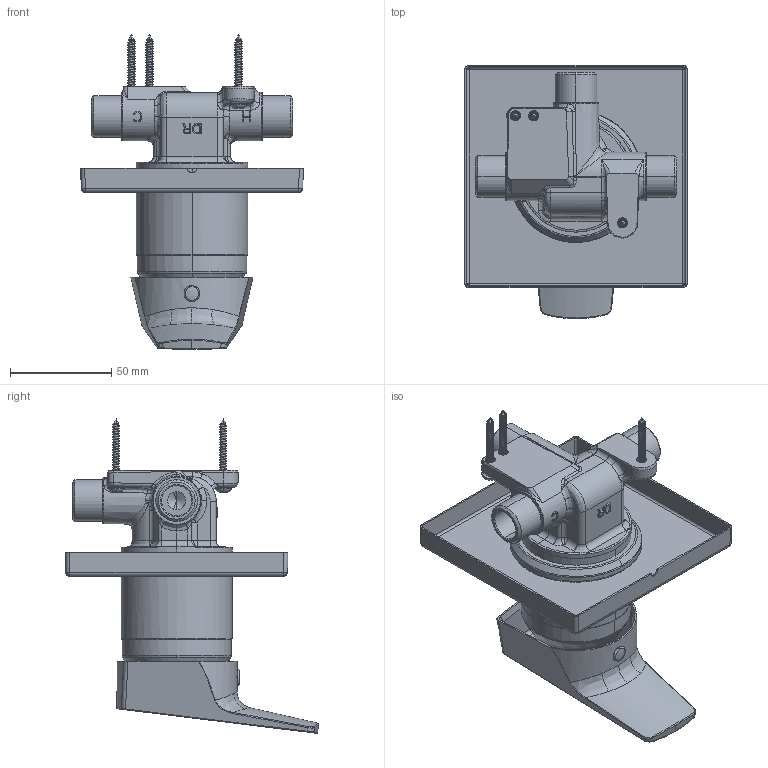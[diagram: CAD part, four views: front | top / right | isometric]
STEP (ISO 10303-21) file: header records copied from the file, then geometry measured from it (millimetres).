
FILE_DESCRIPTION (( 'STEP AP214' ), '1' );
FILE_NAME ('Shower_mixer_combined_asm_1-New.STEP', '2022-11-07T21:29:25', ( '' ), ( '' ), 'SwSTEP 2.0', 'SolidWorks 2013', '' );
FILE_SCHEMA (( 'AUTOMOTIVE_DESIGN' ));
Length unit declared in the file: millimetre
Products named in the file (14): 401-843700-340_1; 314-219100-601NEW_1; 320-015100-600_4; 302-317200-700_1; 320-000400-600_2; 324-300100-700_4; 55XINJIAOQUAN_1; 305-323700-501-B043_1; 323-620900-700_1; 507-007900-101-B136_1; 91-9514-01-1FO_ASM_1; Shower_mixer_combined_asm_1-New; 403-006000-140_1; 504-408200-101_1
Assembly tree (15 placements, depth 3):
  Shower_mixer_combined_asm_1-New
    401-843700-340_1
    302-317200-700_1
    507-007900-101-B136_1
    403-006000-140_1
    504-408200-101_1
    320-000400-600_2  x3
    323-620900-700_1
    314-219100-601NEW_1
    55XINJIAOQUAN_1
    91-9514-01-1FO_ASM_1
      305-323700-501-B043_1
      320-015100-600_4
      324-300100-700_4
Bounding box: 110 x 125.16 x 155.53 mm (x, y, z)
Volume: 79018.8 mm3; surface area: 130479.8 mm2
Topology: 9 solids, 15 shells, 1680 faces, 4421 edges, 2716 vertices
Faces by surface type: plane 568, bspline 511, cylinder 418, cone 177, torus 6
Full cylindrical faces by diameter (mm): 6 x2
Entity records: 74068 total; most frequent: CARTESIAN_POINT 39495, ORIENTED_EDGE 7860, DIRECTION 6046, EDGE_CURVE 3958, VERTEX_POINT 2494, AXIS2_PLACEMENT_3D 2168, VECTOR 1710, LINE 1710
